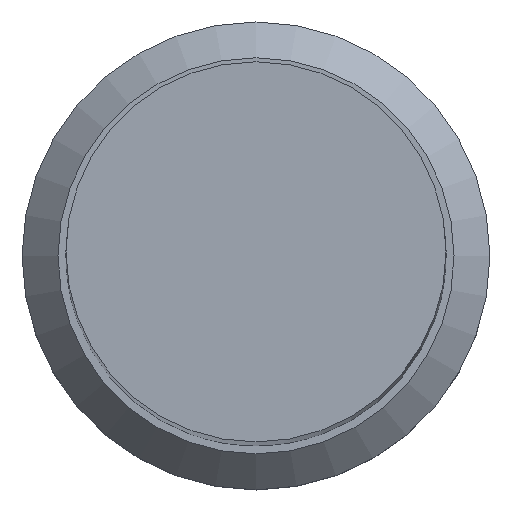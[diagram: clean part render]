
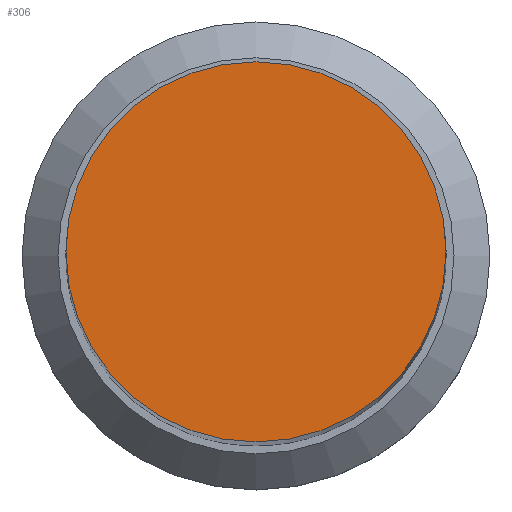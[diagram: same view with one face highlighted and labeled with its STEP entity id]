
A CAD part, top view. The second image highlights one B-rep face of the part: STEP entity #306.
In plain terms, the highlighted face is planar.
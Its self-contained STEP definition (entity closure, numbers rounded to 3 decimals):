
#29=PLANE('',#352);
#52=ORIENTED_EDGE('',*,*,#107,.F.);
#107=EDGE_CURVE('',#135,#135,#159,.T.);
#135=VERTEX_POINT('',#566);
#159=CIRCLE('',#351,3.25);
#188=EDGE_LOOP('',(#52));
#244=FACE_BOUND('',#188,.T.);
#306=ADVANCED_FACE('',(#244),#29,.F.);
#351=AXIS2_PLACEMENT_3D('',#565,#409,#410);
#352=AXIS2_PLACEMENT_3D('',#567,#411,#412);
#409=DIRECTION('',(1.,0.,0.));
#410=DIRECTION('',(0.,0.,-1.));
#411=DIRECTION('',(1.,0.,0.));
#412=DIRECTION('',(0.,0.,-1.));
#565=CARTESIAN_POINT('',(0.,0.,0.));
#566=CARTESIAN_POINT('',(0.,0.,-3.25));
#567=CARTESIAN_POINT('',(0.,0.,0.));
